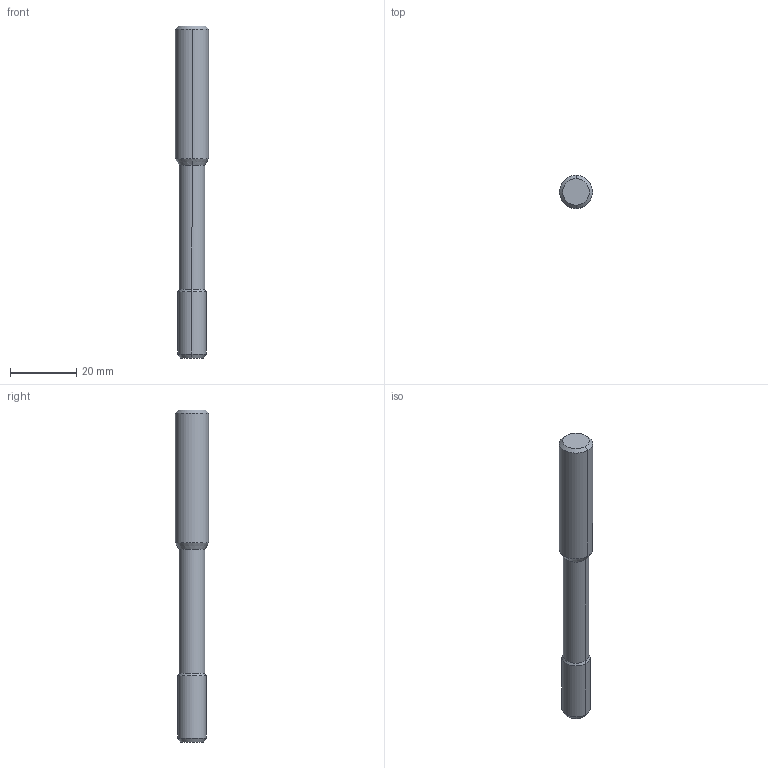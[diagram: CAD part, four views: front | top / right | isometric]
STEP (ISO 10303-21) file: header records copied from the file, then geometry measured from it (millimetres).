
FILE_DESCRIPTION((''),'2;1');
FILE_NAME('607444015-000-E43','2023-09-14T13:34:18',('kubitscheco'),(''),'CREO PARAMETRIC BY PTC INC, 2021184','CREO PARAMETRIC BY PTC INC, 2021184','');
FILE_SCHEMA(('AP242_MANAGED_MODEL_BASED_3D_ENGINEERING_MIM_LF { 1 0 10303 442 1 1 4 }'));
Length unit declared in the file: millimetre
Products named in the file (1): 607444015-000-E43
Bounding box: 10 x 10 x 100 mm (x, y, z)
Volume: 6147.9 mm3; surface area: 2878.2 mm2
Topology: 1 solids, 1 shells, 16 faces, 32 edges, 19 vertices
Faces by surface type: cone 8, cylinder 6, plane 2
Entity records: 845 total; most frequent: DIRECTION 88, CARTESIAN_POINT 71, ORIENTED_EDGE 60, PRESENTATION_STYLE_ASSIGNMENT 41, STYLED_ITEM 37, AXIS2_PLACEMENT_3D 36, CURVE_STYLE 35, COLOUR_RGB 34
